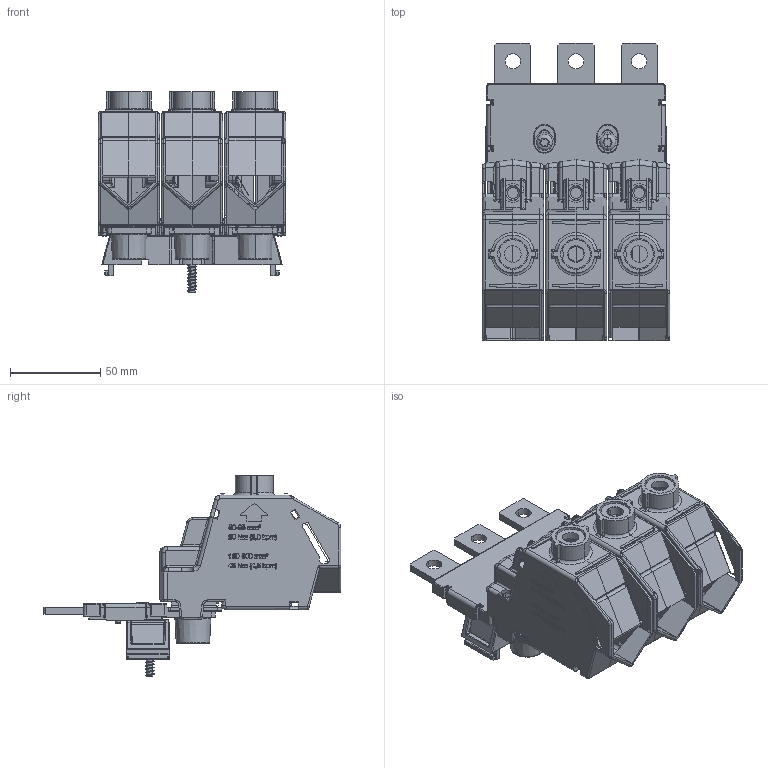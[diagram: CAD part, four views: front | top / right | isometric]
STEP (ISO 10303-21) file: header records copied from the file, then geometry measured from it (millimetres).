
FILE_DESCRIPTION (( 'STEP AP203' ), '1' );
FILE_NAME ('CKXT_4_Dummy.STEP', '2017-08-17T09:31:10', ( '' ), ( '' ), 'SwSTEP 2.0', 'SolidWorks 2013', '' );
FILE_SCHEMA (( 'CONFIG_CONTROL_DESIGN' ));
Length unit declared in the file: millimetre
Products named in the file (1): CKXT_4_Dummy
Bounding box: 104 x 165 x 111.43 mm (x, y, z)
Surface area: 128904.7 mm2 (no closed solid volume)
Topology: 0 solids, 148 shells, 1459 faces, 9407 edges, 8000 vertices
Faces by surface type: cylinder 622, plane 452, bspline 249, torus 94, cone 42
Entity records: 117751 total; most frequent: CARTESIAN_POINT 53365, ORIENTED_EDGE 11763, DIRECTION 11413, EDGE_CURVE 9372, VERTEX_POINT 8000, VECTOR 5605, LINE 5605, AXIS2_PLACEMENT_3D 2904
